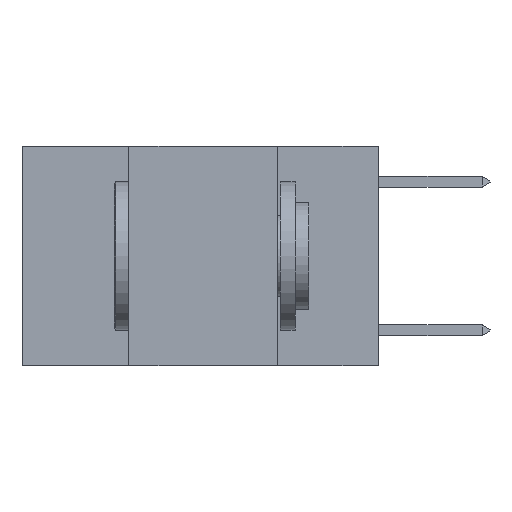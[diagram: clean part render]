
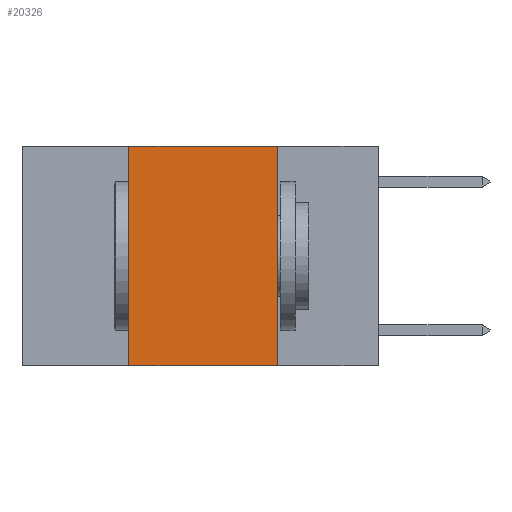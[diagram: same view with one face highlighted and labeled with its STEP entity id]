
A CAD part, left-side view. The second image highlights one B-rep face of the part: STEP entity #20326.
In plain terms, the highlighted planar face has unit normal (-1, 0, 0).
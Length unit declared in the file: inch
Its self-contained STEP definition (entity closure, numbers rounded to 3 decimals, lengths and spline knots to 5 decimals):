
#628 = VERTEX_POINT ( 'NONE', #13730 ) ;
#4275 = DIRECTION ( 'NONE',  ( 0., 0., 1. ) ) ;
#4421 = LINE ( 'NONE', #10692, #21868 ) ;
#4570 = VERTEX_POINT ( 'NONE', #25878 ) ;
#5645 = DIRECTION ( 'NONE',  ( 1., 0., 0. ) ) ;
#5780 = VECTOR ( 'NONE', #19722, 39.37008 ) ;
#5958 = CARTESIAN_POINT ( 'NONE',  ( 0., 0.17, 0. ) ) ;
#6974 = ORIENTED_EDGE ( 'NONE', *, *, #10988, .F. ) ;
#7789 = DIRECTION ( 'NONE',  ( 0., -1., 0. ) ) ;
#7904 = PLANE ( 'NONE',  #18225 ) ;
#8502 = LINE ( 'NONE', #5958, #5780 ) ;
#8559 = ORIENTED_EDGE ( 'NONE', *, *, #14014, .T. ) ;
#10692 = CARTESIAN_POINT ( 'NONE',  ( 0., 0.42, 0. ) ) ;
#10988 = EDGE_CURVE ( 'NONE', #17211, #27299, #8502, .T. ) ;
#13730 = CARTESIAN_POINT ( 'NONE',  ( 0., 0.42, 0. ) ) ;
#14014 = EDGE_CURVE ( 'NONE', #4570, #27299, #17152, .T. ) ;
#14465 = VECTOR ( 'NONE', #7789, 39.37008 ) ;
#14705 = ORIENTED_EDGE ( 'NONE', *, *, #26798, .F. ) ;
#14988 = CARTESIAN_POINT ( 'NONE',  ( 0., 0.6, -0.37 ) ) ;
#15006 = VECTOR ( 'NONE', #27199, 39.37008 ) ;
#15201 = CARTESIAN_POINT ( 'NONE',  ( 0., 0.17, -0.37 ) ) ;
#15544 = CARTESIAN_POINT ( 'NONE',  ( 0., 0.6, 0. ) ) ;
#17152 = LINE ( 'NONE', #14988, #14465 ) ;
#17211 = VERTEX_POINT ( 'NONE', #24293 ) ;
#18132 = LINE ( 'NONE', #15544, #15006 ) ;
#18225 = AXIS2_PLACEMENT_3D ( 'NONE', #28760, #5645, #26329 ) ;
#19722 = DIRECTION ( 'NONE',  ( 0., 0., -1. ) ) ;
#20326 = ADVANCED_FACE ( 'NONE', ( #26480 ), #7904, .F. ) ;
#21868 = VECTOR ( 'NONE', #4275, 39.37008 ) ;
#24293 = CARTESIAN_POINT ( 'NONE',  ( 0., 0.17, 0. ) ) ;
#25878 = CARTESIAN_POINT ( 'NONE',  ( 0., 0.42, -0.37 ) ) ;
#26329 = DIRECTION ( 'NONE',  ( 0., 0., -1. ) ) ;
#26480 = FACE_OUTER_BOUND ( 'NONE', #29185, .T. ) ;
#26798 = EDGE_CURVE ( 'NONE', #628, #17211, #18132, .T. ) ;
#27199 = DIRECTION ( 'NONE',  ( 0., -1., 0. ) ) ;
#27299 = VERTEX_POINT ( 'NONE', #15201 ) ;
#28048 = ORIENTED_EDGE ( 'NONE', *, *, #29227, .F. ) ;
#28760 = CARTESIAN_POINT ( 'NONE',  ( 0., 0.6, 0. ) ) ;
#29185 = EDGE_LOOP ( 'NONE', ( #6974, #14705, #28048, #8559 ) ) ;
#29227 = EDGE_CURVE ( 'NONE', #4570, #628, #4421, .T. ) ;
